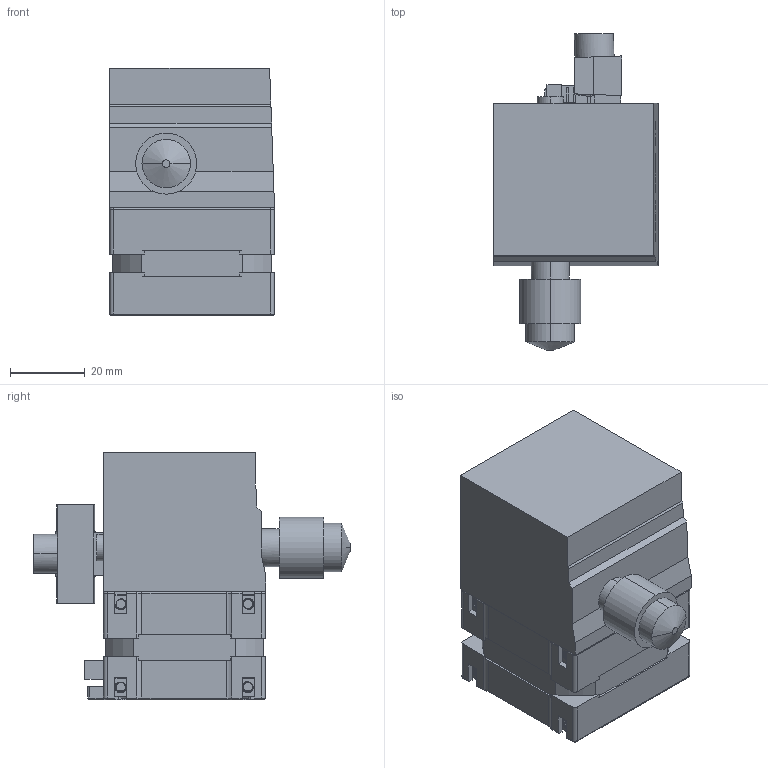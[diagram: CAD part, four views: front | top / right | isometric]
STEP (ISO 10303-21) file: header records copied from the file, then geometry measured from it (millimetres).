
FILE_DESCRIPTION (( 'STEP AP214' ), '1' );
FILE_NAME ('Hemera XS Reference CAD.STEP', '2022-03-29T08:36:58', ( '' ), ( '' ), 'SwSTEP 2.0', 'SolidWorks 2021', '' );
FILE_SCHEMA (( 'AUTOMOTIVE_DESIGN' ));
Length unit declared in the file: millimetre
Products named in the file (3): m3 Square Nut.step; Hemera XS Reference CAD; HemLW
Assembly tree (9 placements, depth 2):
  Hemera XS Reference CAD
    HemLW
    m3 Square Nut.step  x8
Bounding box: 44 x 84.51 x 66.17 mm (x, y, z)
Volume: 117673.8 mm3; surface area: 24798 mm2
Topology: 9 solids, 9 shells, 984 faces, 2543 edges, 1614 vertices
Faces by surface type: plane 610, cylinder 297, bspline 47, torus 20, sphere 6, cone 4
Entity records: 22863 total; most frequent: CARTESIAN_POINT 6566, ORIENTED_EDGE 3500, DIRECTION 3149, EDGE_CURVE 1750, VECTOR 1269, LINE 1269, VERTEX_POINT 1145, AXIS2_PLACEMENT_3D 940
